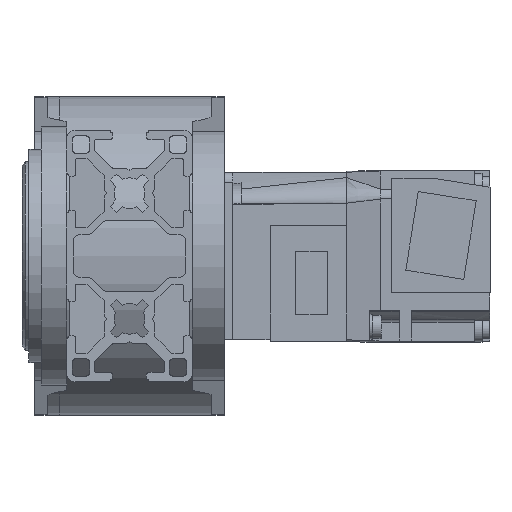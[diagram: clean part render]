
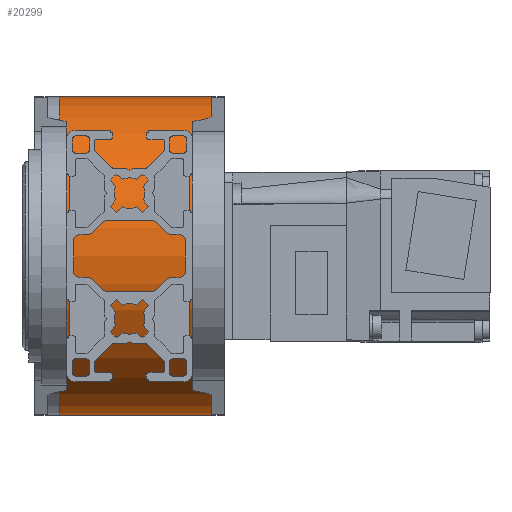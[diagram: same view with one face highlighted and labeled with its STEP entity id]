
A CAD part, left-side view. The second image highlights one B-rep face of the part: STEP entity #20299.
In plain terms, the highlighted cylindrical face has radius 38 mm (diameter 76 mm), a partial arc.
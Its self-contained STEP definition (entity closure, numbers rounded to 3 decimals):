
#773=CYLINDRICAL_SURFACE('',#22607,38.);
#1854=FACE_OUTER_BOUND('',#3006,.T.);
#3006=EDGE_LOOP('',(#16701,#16702,#16703,#16704));
#4784=LINE('',#34067,#6460);
#4785=LINE('',#34071,#6461);
#6460=VECTOR('',#27434,10.);
#6461=VECTOR('',#27437,10.);
#7593=CIRCLE('',#22608,38.);
#7594=CIRCLE('',#22609,38.);
#9313=VERTEX_POINT('',#34065);
#9314=VERTEX_POINT('',#34066);
#9315=VERTEX_POINT('',#34068);
#9316=VERTEX_POINT('',#34070);
#11882=EDGE_CURVE('',#9313,#9314,#4784,.T.);
#11883=EDGE_CURVE('',#9315,#9314,#7593,.T.);
#11884=EDGE_CURVE('',#9316,#9315,#4785,.T.);
#11885=EDGE_CURVE('',#9316,#9313,#7594,.T.);
#16701=ORIENTED_EDGE('',*,*,#11882,.T.);
#16702=ORIENTED_EDGE('',*,*,#11883,.F.);
#16703=ORIENTED_EDGE('',*,*,#11884,.F.);
#16704=ORIENTED_EDGE('',*,*,#11885,.T.);
#20299=ADVANCED_FACE('',(#1854),#773,.T.);
#22607=AXIS2_PLACEMENT_3D('',#34064,#27432,#27433);
#22608=AXIS2_PLACEMENT_3D('',#34069,#27435,#27436);
#22609=AXIS2_PLACEMENT_3D('',#34072,#27438,#27439);
#27432=DIRECTION('center_axis',(0.,0.,1.));
#27433=DIRECTION('ref_axis',(-1.,0.,0.));
#27434=DIRECTION('',(0.,0.,1.));
#27435=DIRECTION('center_axis',(0.,0.,1.));
#27436=DIRECTION('ref_axis',(-1.,0.,0.));
#27437=DIRECTION('',(0.,0.,1.));
#27438=DIRECTION('center_axis',(0.,0.,1.));
#27439=DIRECTION('ref_axis',(-1.,0.,0.));
#34064=CARTESIAN_POINT('Origin',(0.,-50.,0.));
#34065=CARTESIAN_POINT('',(38.,-50.,0.));
#34066=CARTESIAN_POINT('',(38.,-50.,36.3));
#34067=CARTESIAN_POINT('',(38.,-50.,0.));
#34068=CARTESIAN_POINT('',(-38.,-50.,36.3));
#34069=CARTESIAN_POINT('Origin',(0.,-50.,36.3));
#34070=CARTESIAN_POINT('',(-38.,-50.,0.));
#34071=CARTESIAN_POINT('',(-38.,-50.,0.));
#34072=CARTESIAN_POINT('Origin',(0.,-50.,0.));
